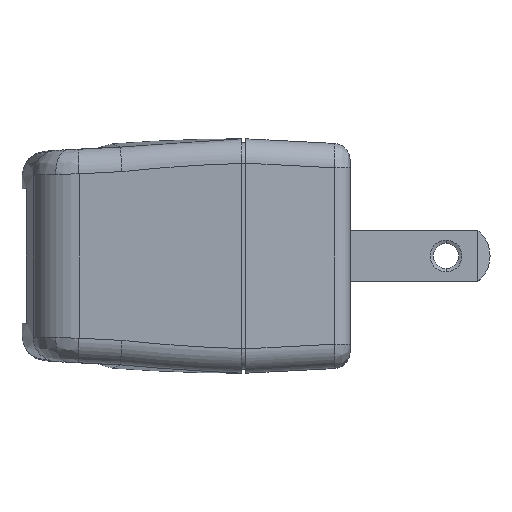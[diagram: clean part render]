
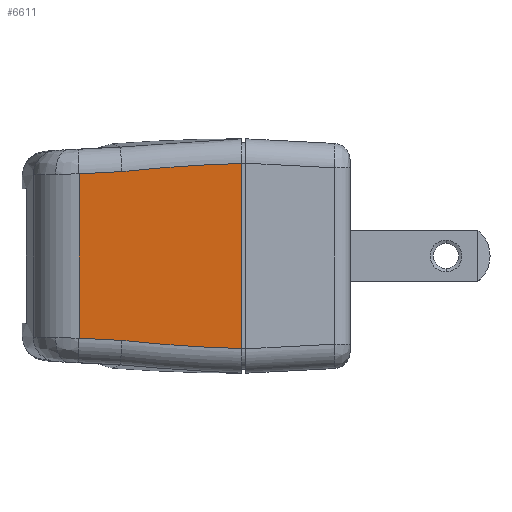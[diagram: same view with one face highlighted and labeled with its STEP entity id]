
A CAD part, left-side view. The second image highlights one B-rep face of the part: STEP entity #6611.
In plain terms, the highlighted planar face has unit normal (-0.999, 0.052, 0).
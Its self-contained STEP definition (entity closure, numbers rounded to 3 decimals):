
#3598=CARTESIAN_POINT('',(-34.5,0.,
-11.374));
#3771=DIRECTION('',(0.,0.,-1.));
#3772=VECTOR('',#3771,20.197);
#3773=CARTESIAN_POINT('',(-33.452,19.993,10.099));
#3774=LINE('',#3773,#3772);
#3795=DIRECTION('',(0.,0.,-1.));
#3796=VECTOR('',#3795,22.748);
#3797=CARTESIAN_POINT('',(-34.5,0.,
11.374));
#3798=LINE('',#3797,#3796);
#3799=CARTESIAN_POINT('',(-34.77,-5.139,
172.97));
#3800=DIRECTION('',(0.999,-0.052,0.));
#3801=DIRECTION('',(0.001,0.028,-1.));
#3802=AXIS2_PLACEMENT_3D('',#3799,#3800,#3801);
#3804=DIRECTION('',(0.052,0.997,0.051));
#3805=VECTOR('',#3804,5.283);
#3806=CARTESIAN_POINT('',(-33.728,14.724,
-10.369));
#3807=LINE('',#3806,#3805);
#3808=DIRECTION('',(-0.052,-0.997,0.051));
#3809=VECTOR('',#3808,5.283);
#3810=CARTESIAN_POINT('',(-33.452,19.993,10.099));
#3811=LINE('',#3810,#3809);
#3812=CARTESIAN_POINT('',(-34.77,-5.139,
-172.97));
#3813=DIRECTION('',(0.999,-0.052,0.));
#3814=DIRECTION('',(0.006,0.108,0.994));
#3815=AXIS2_PLACEMENT_3D('',#3812,#3813,#3814);
#6002=VERTEX_POINT('',#3598);
#6003=CARTESIAN_POINT('',(-34.5,0.,
11.374));
#6004=VERTEX_POINT('',#6003);
#6087=CARTESIAN_POINT('',(-33.452,19.993,10.099));
#6088=CARTESIAN_POINT('',(-33.452,19.993,
-10.099));
#6089=VERTEX_POINT('',#6087);
#6090=VERTEX_POINT('',#6088);
#6093=CARTESIAN_POINT('',(-33.728,14.725,
-10.369));
#6094=VERTEX_POINT('',#6093);
#6095=CARTESIAN_POINT('',(-33.728,14.724,10.369));
#6096=VERTEX_POINT('',#6095);
#6594=CARTESIAN_POINT('',(-34.5,0.,-16.387));
#6595=DIRECTION('',(-0.999,0.052,0.));
#6596=DIRECTION('',(0.,0.,-1.));
#6597=AXIS2_PLACEMENT_3D('',#6594,#6595,#6596);
#6598=PLANE('',#6597);
#6599=ORIENTED_EDGE('',*,*,#6431,.T.);
#6601=ORIENTED_EDGE('',*,*,#6600,.T.);
#6603=ORIENTED_EDGE('',*,*,#6602,.T.);
#6604=ORIENTED_EDGE('',*,*,#6580,.F.);
#6606=ORIENTED_EDGE('',*,*,#6605,.T.);
#6608=ORIENTED_EDGE('',*,*,#6607,.T.);
#6609=EDGE_LOOP('',(#6599,#6601,#6603,#6604,#6606,#6608));
#6610=FACE_OUTER_BOUND('',#6609,.F.);
#6611=ADVANCED_FACE('',(#6610),#6598,.T.);
#3803=CIRCLE('',#3802,184.415);
#3816=CIRCLE('',#3815,184.415);
#6431=EDGE_CURVE('',#6004,#6002,#3798,.T.);
#6580=EDGE_CURVE('',#6089,#6090,#3774,.T.);
#6600=EDGE_CURVE('',#6002,#6094,#3803,.T.);
#6602=EDGE_CURVE('',#6094,#6090,#3807,.T.);
#6605=EDGE_CURVE('',#6089,#6096,#3811,.T.);
#6607=EDGE_CURVE('',#6096,#6004,#3816,.T.);
